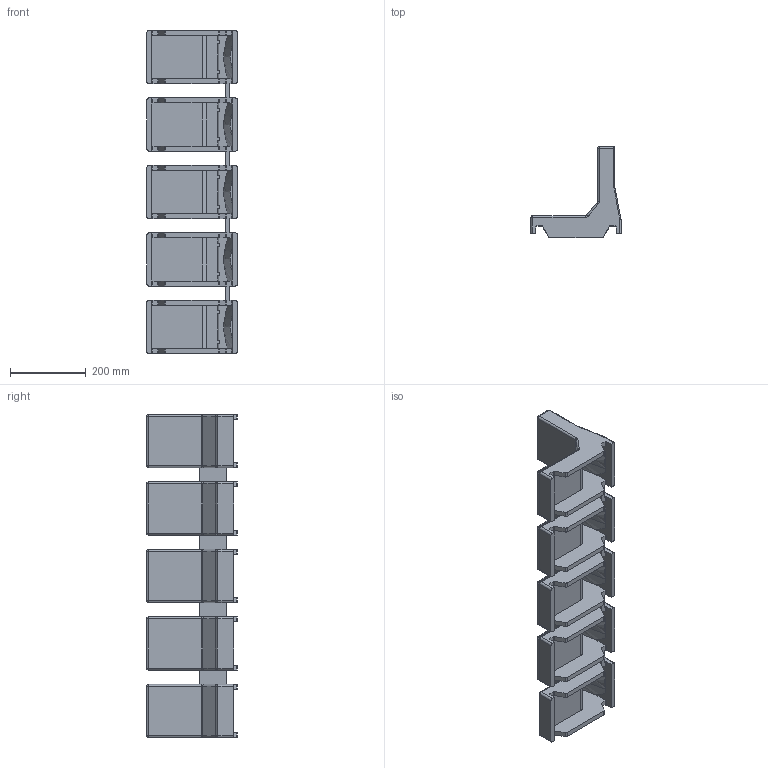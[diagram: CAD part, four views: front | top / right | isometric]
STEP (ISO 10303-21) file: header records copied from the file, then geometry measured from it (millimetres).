
FILE_DESCRIPTION((' '),'2;1');
FILE_NAME('FHL8-AAP_3D.stp','2012-08-31T15:58:00',(' '),(' '),' ','ACIS',' ');
FILE_SCHEMA(('CONFIG_CONTROL_DESIGN'));
Length unit declared in the file: millimetre
Products named in the file (1): FHL8-AAP_3D.stp
Bounding box: 238 x 240 x 852 mm (x, y, z)
Volume: 6596255.9 mm3; surface area: 1229154.6 mm2
Topology: 1 solids, 1 shells, 503 faces, 1414 edges, 903 vertices
Faces by surface type: cylinder 205, plane 198, torus 40, bspline 20, sphere 20, cone 20
Entity records: 18034 total; most frequent: CARTESIAN_POINT 5051, ORIENTED_EDGE 2808, DIRECTION 2653, EDGE_CURVE 1404, AXIS2_PLACEMENT_3D 935, VERTEX_POINT 903, VECTOR 783, LINE 783
